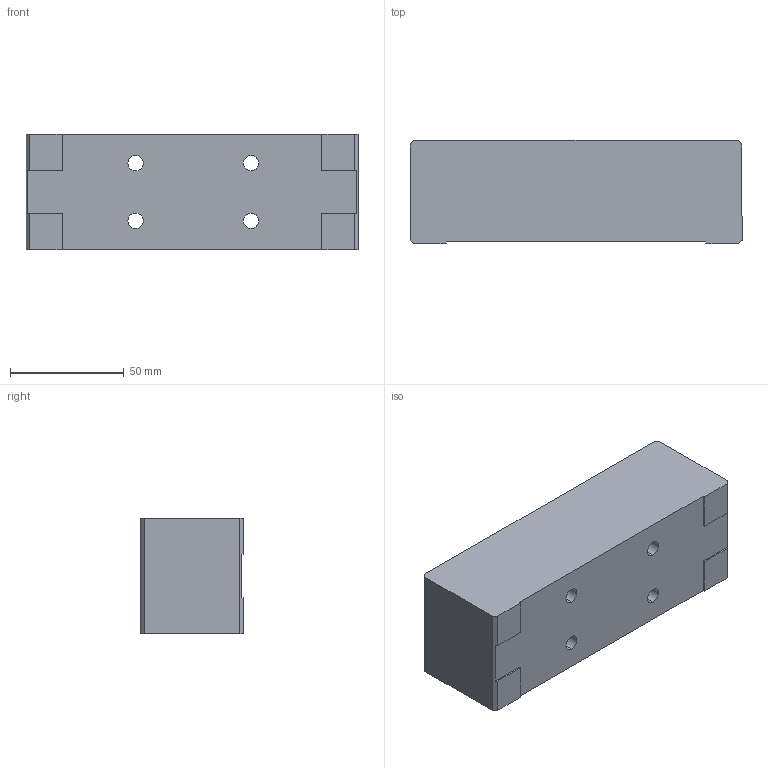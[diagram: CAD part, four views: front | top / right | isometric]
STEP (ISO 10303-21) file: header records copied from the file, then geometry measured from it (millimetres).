
FILE_DESCRIPTION (( 'STEP AP203' ), '1' );
FILE_NAME ('D1700066-v5 y-003.STEP', '2025-10-21T23:28:40', ( '' ), ( '' ), 'SwSTEP 2.0', 'SolidWorks 2025', '' );
FILE_SCHEMA (( 'CONFIG_CONTROL_DESIGN' ));
Length unit declared in the file: inch
Products named in the file (1): D1700066-v5 y-003
Bounding box: 146.05 x 45.34 x 50.8 mm (x, y, z)
Volume: 315609 mm3; surface area: 39018 mm2
Topology: 1 solids, 1 shells, 66 faces, 164 edges, 100 vertices
Faces by surface type: plane 26, cylinder 24, cone 16
Entity records: 1995 total; most frequent: DIRECTION 346, CARTESIAN_POINT 323, ORIENTED_EDGE 312, EDGE_CURVE 156, AXIS2_PLACEMENT_3D 123, VECTOR 100, VERTEX_POINT 100, LINE 100
